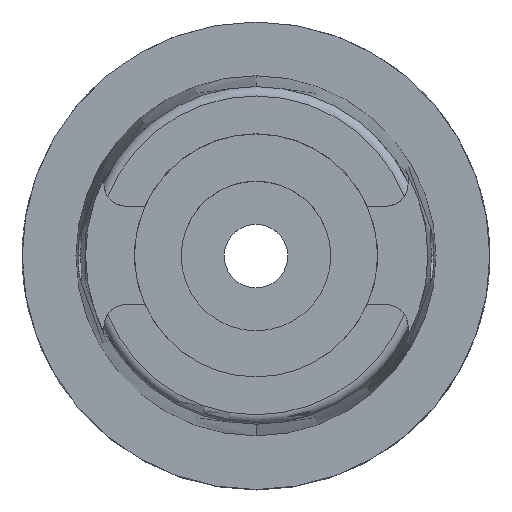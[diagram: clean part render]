
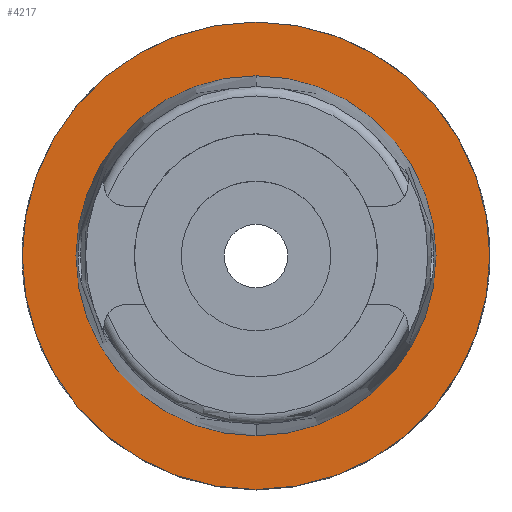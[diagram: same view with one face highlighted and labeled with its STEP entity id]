
A CAD part, top view. The second image highlights one B-rep face of the part: STEP entity #4217.
In plain terms, the highlighted planar face has unit normal (0, 0, 1).
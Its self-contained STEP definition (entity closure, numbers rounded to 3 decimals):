
#2024=CARTESIAN_POINT('',(0.,0.,0.));
#2025=DIRECTION('',(0.,0.,-1.));
#2026=DIRECTION('',(0.,-1.,0.));
#2027=AXIS2_PLACEMENT_3D('',#2024,#2025,#2026);
#2032=CARTESIAN_POINT('',(0.,0.,0.));
#2033=DIRECTION('',(0.,0.,-1.));
#2034=DIRECTION('',(0.,1.,0.));
#2035=AXIS2_PLACEMENT_3D('',#2032,#2033,#2034);
#2040=CARTESIAN_POINT('',(0.,0.,0.));
#2041=DIRECTION('',(0.,0.,1.));
#2042=DIRECTION('',(0.,-1.,0.));
#2043=AXIS2_PLACEMENT_3D('',#2040,#2041,#2042);
#2048=CARTESIAN_POINT('',(0.,0.,0.));
#2049=DIRECTION('',(0.,0.,1.));
#2050=DIRECTION('',(0.,1.,0.));
#2051=AXIS2_PLACEMENT_3D('',#2048,#2049,#2050);
#2446=CARTESIAN_POINT('',(0.,-19.25,0.));
#2447=VERTEX_POINT('',#2446);
#2448=CARTESIAN_POINT('',(0.,19.25,0.));
#2449=VERTEX_POINT('',#2448);
#2708=CARTESIAN_POINT('',(0.,25.,0.));
#2709=VERTEX_POINT('',#2708);
#2710=CARTESIAN_POINT('',(0.,-25.,0.));
#2711=VERTEX_POINT('',#2710);
#4204=CARTESIAN_POINT('',(0.,0.,0.));
#4205=DIRECTION('',(0.,0.,-1.));
#4206=DIRECTION('',(0.,-1.,0.));
#4207=AXIS2_PLACEMENT_3D('',#4204,#4205,#4206);
#4208=PLANE('',#4207);
#4209=ORIENTED_EDGE('',*,*,#4186,.T.);
#4210=ORIENTED_EDGE('',*,*,#4073,.T.);
#4211=EDGE_LOOP('',(#4209,#4210));
#4212=FACE_OUTER_BOUND('',#4211,.F.);
#4213=ORIENTED_EDGE('',*,*,#2939,.T.);
#4214=ORIENTED_EDGE('',*,*,#2908,.T.);
#4215=EDGE_LOOP('',(#4213,#4214));
#4216=FACE_BOUND('',#4215,.F.);
#2028=CIRCLE('',#2027,25.);
#2036=CIRCLE('',#2035,25.);
#2044=CIRCLE('',#2043,19.25);
#2052=CIRCLE('',#2051,19.25);
#2908=EDGE_CURVE('',#2449,#2447,#2052,.T.);
#2939=EDGE_CURVE('',#2447,#2449,#2044,.T.);
#4073=EDGE_CURVE('',#2709,#2711,#2036,.T.);
#4186=EDGE_CURVE('',#2711,#2709,#2028,.T.);
#4217=ADVANCED_FACE('',(#4212,#4216),#4208,.F.);
